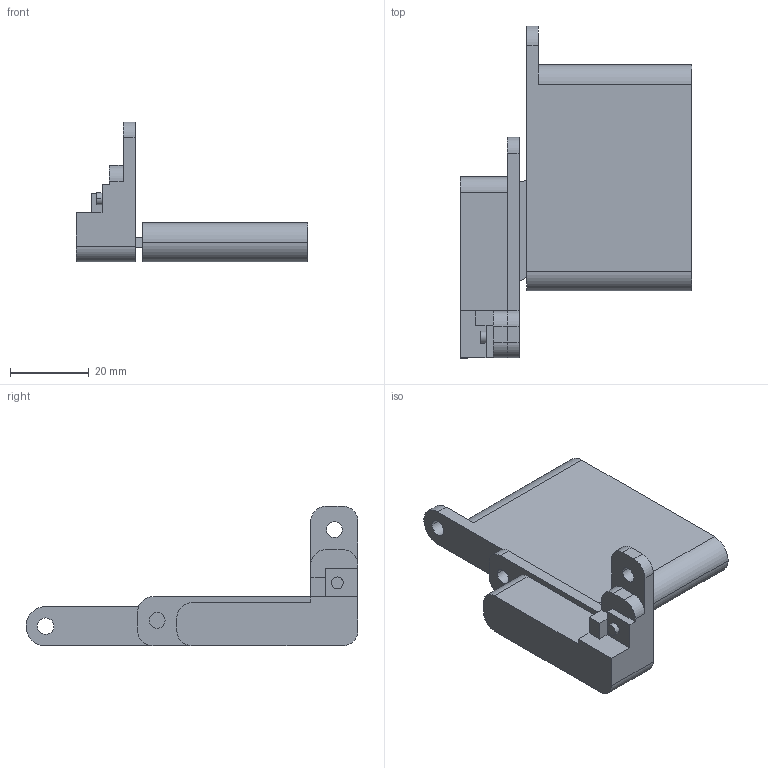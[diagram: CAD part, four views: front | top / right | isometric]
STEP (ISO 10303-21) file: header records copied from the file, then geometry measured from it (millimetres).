
FILE_DESCRIPTION (( 'STEP AP214' ), '1' );
FILE_NAME ('Scharnier Tiomos-Hidden LU-RD geschlossen.STEP', '2017-09-05T06:21:59', ( '' ), ( '' ), 'SwSTEP 2.0', 'SolidWorks 2015', '' );
FILE_SCHEMA (( 'AUTOMOTIVE_DESIGN' ));
Length unit declared in the file: millimetre
Products named in the file (1): Scharnier Tiomos-Hidden LU-RD geschlossen
Bounding box: 58.9 x 84.3 x 35.5 mm (x, y, z)
Volume: 33271.6 mm3; surface area: 10610 mm2
Topology: 1 solids, 1 shells, 54 faces, 146 edges, 97 vertices
Faces by surface type: plane 31, cylinder 23
Entity records: 1754 total; most frequent: DIRECTION 302, CARTESIAN_POINT 298, ORIENTED_EDGE 292, EDGE_CURVE 146, AXIS2_PLACEMENT_3D 101, LINE 100, VECTOR 100, VERTEX_POINT 97
